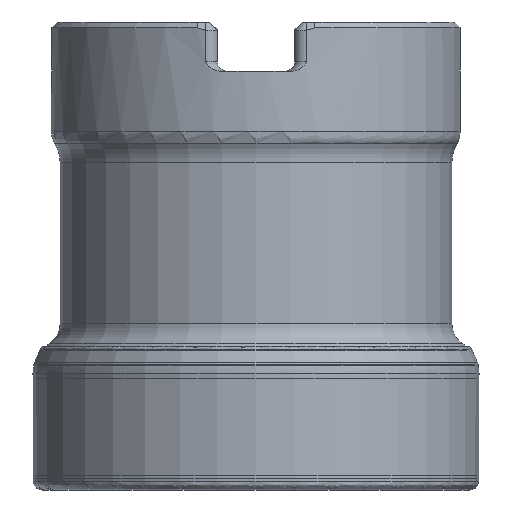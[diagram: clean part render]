
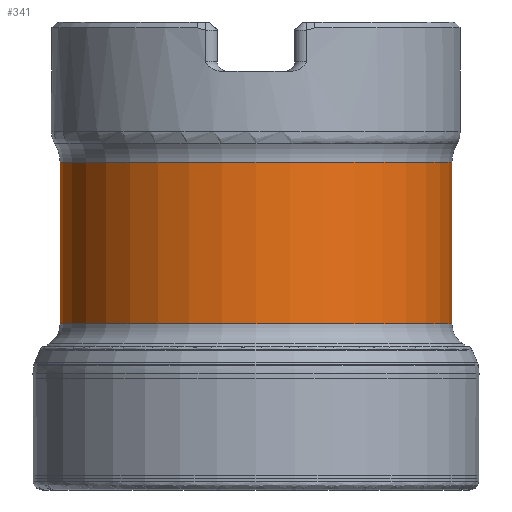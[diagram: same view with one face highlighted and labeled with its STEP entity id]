
A CAD part, front view. The second image highlights one B-rep face of the part: STEP entity #341.
In plain terms, the highlighted cylindrical face has radius 16.75 mm (diameter 33.5 mm), a full revolution.
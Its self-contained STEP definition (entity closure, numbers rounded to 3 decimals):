
#116=CYLINDRICAL_SURFACE('',#1788,16.75);
#341=ADVANCED_FACE('',(#651,#652),#116,.T.);
#651=FACE_BOUND('',#788,.T.);
#652=FACE_BOUND('',#789,.T.);
#788=EDGE_LOOP('',(#1000));
#789=EDGE_LOOP('',(#1001));
#1000=ORIENTED_EDGE('',*,*,#1490,.T.);
#1001=ORIENTED_EDGE('',*,*,#1491,.T.);
#1341=VERTEX_POINT('',#3008);
#1342=VERTEX_POINT('',#3010);
#1490=EDGE_CURVE('',#1341,#1341,#1664,.T.);
#1491=EDGE_CURVE('',#1342,#1342,#1665,.T.);
#1664=CIRCLE('',#1786,16.75);
#1665=CIRCLE('',#1787,16.75);
#1786=AXIS2_PLACEMENT_3D('',#3007,#2103,#2104);
#1787=AXIS2_PLACEMENT_3D('',#3009,#2105,#2106);
#1788=AXIS2_PLACEMENT_3D('',#3011,#2107,#2108);
#2103=DIRECTION('',(0.,0.,1.));
#2104=DIRECTION('',(1.,0.,0.));
#2105=DIRECTION('',(0.,0.,-1.));
#2106=DIRECTION('',(1.,0.,0.));
#2107=DIRECTION('',(0.,0.,1.));
#2108=DIRECTION('',(1.,0.,0.));
#3007=CARTESIAN_POINT('',(0.,0.,-25.801));
#3008=CARTESIAN_POINT('',(16.75,0.,-25.801));
#3009=CARTESIAN_POINT('',(0.,0.,-11.967));
#3010=CARTESIAN_POINT('',(16.75,0.,-11.967));
#3011=CARTESIAN_POINT('',(0.,0.,0.));
